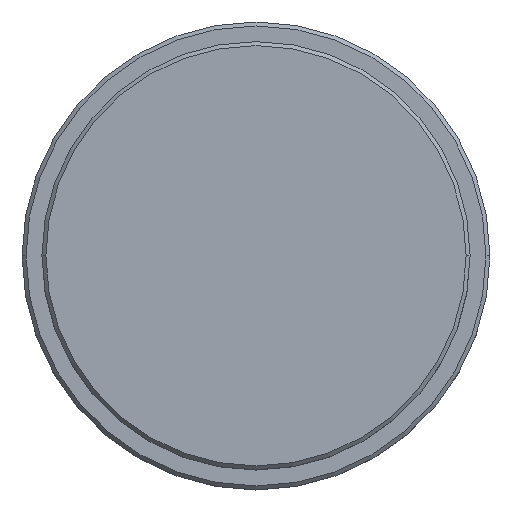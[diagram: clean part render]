
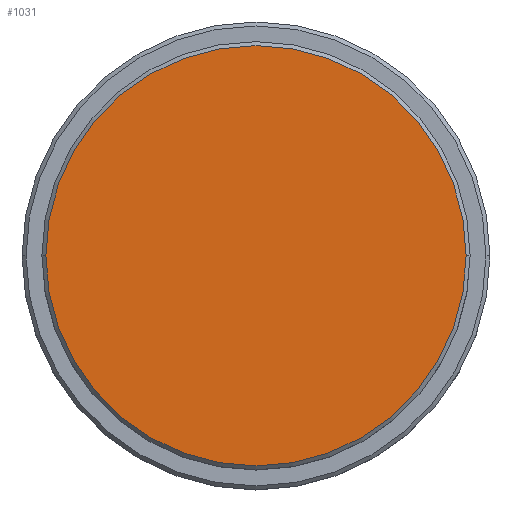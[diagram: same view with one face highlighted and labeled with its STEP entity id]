
A CAD part, top view. The second image highlights one B-rep face of the part: STEP entity #1031.
In plain terms, the highlighted planar face has unit normal (0, 0, 1).
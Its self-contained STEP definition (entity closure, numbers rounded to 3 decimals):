
#52 = PLANE ( 'NONE',  #781 ) ;
#150 = DIRECTION ( 'NONE',  ( 1., 0., 0. ) ) ;
#375 = VERTEX_POINT ( 'NONE', #595 ) ;
#431 = CIRCLE ( 'NONE', #1231, 26.5 ) ;
#495 = EDGE_LOOP ( 'NONE', ( #575, #750 ) ) ;
#506 = CIRCLE ( 'NONE', #821, 26.5 ) ;
#513 = DIRECTION ( 'NONE',  ( 0., 0., 1. ) ) ;
#560 = CARTESIAN_POINT ( 'NONE',  ( 0., 0., 0. ) ) ;
#575 = ORIENTED_EDGE ( 'NONE', *, *, #623, .T. ) ;
#595 = CARTESIAN_POINT ( 'NONE',  ( 26.5, 0., 0. ) ) ;
#611 = DIRECTION ( 'NONE',  ( 0., 0., 1. ) ) ;
#623 = EDGE_CURVE ( 'NONE', #630, #375, #506, .T. ) ;
#630 = VERTEX_POINT ( 'NONE', #1189 ) ;
#750 = ORIENTED_EDGE ( 'NONE', *, *, #1268, .T. ) ;
#781 = AXIS2_PLACEMENT_3D ( 'NONE', #831, #513, #1266 ) ;
#821 = AXIS2_PLACEMENT_3D ( 'NONE', #560, #611, #872 ) ;
#831 = CARTESIAN_POINT ( 'NONE',  ( 0., 0., 0. ) ) ;
#872 = DIRECTION ( 'NONE',  ( 1., 0., 0. ) ) ;
#1031 = ADVANCED_FACE ( 'NONE', ( #1043 ), #52, .T. ) ;
#1043 = FACE_OUTER_BOUND ( 'NONE', #495, .T. ) ;
#1132 = CARTESIAN_POINT ( 'NONE',  ( 0., 0., 0. ) ) ;
#1189 = CARTESIAN_POINT ( 'NONE',  ( -26.5, 0., 0. ) ) ;
#1231 = AXIS2_PLACEMENT_3D ( 'NONE', #1132, #1350, #150 ) ;
#1266 = DIRECTION ( 'NONE',  ( 1., 0., 0. ) ) ;
#1268 = EDGE_CURVE ( 'NONE', #375, #630, #431, .T. ) ;
#1350 = DIRECTION ( 'NONE',  ( 0., 0., 1. ) ) ;
